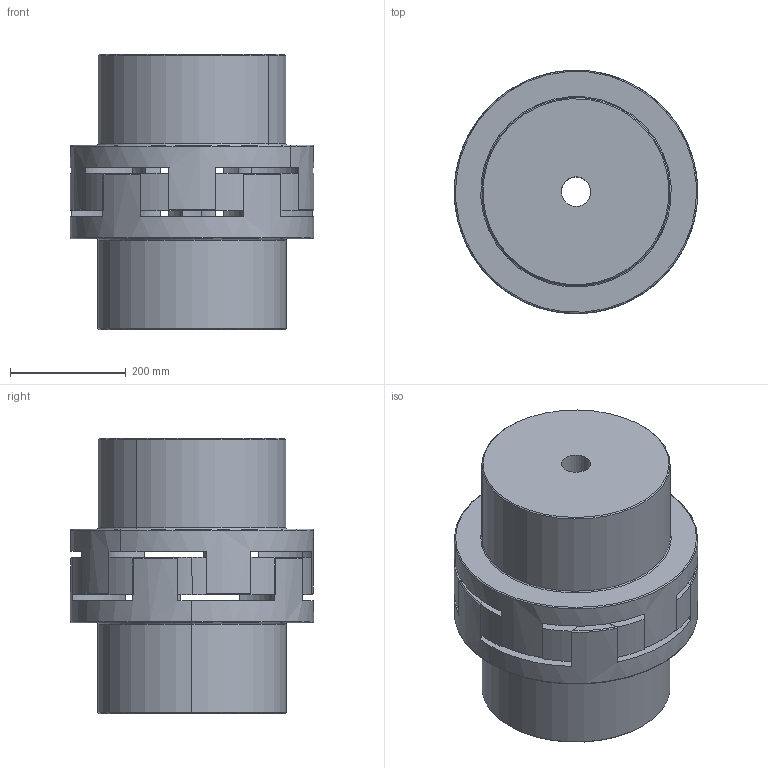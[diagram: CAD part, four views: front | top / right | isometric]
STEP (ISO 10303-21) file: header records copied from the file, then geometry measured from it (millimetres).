
FILE_DESCRIPTION((''),'2;1');
FILE_NAME('CJ180-2B_ASM','2013-02-28T',('ppetruska'),(''),'PRO/ENGINEER BY PARAMETRIC TECHNOLOGY CORPORATION, 2012480','PRO/ENGINEER BY PARAMETRIC TECHNOLOGY CORPORATION, 2012480','');
FILE_SCHEMA(('CONFIG_CONTROL_DESIGN'));
Length unit declared in the file: millimetre
Products named in the file (3): CJ180-HUB-B; CJ180-SPIDER; CJ180-2B_ASM
Assembly tree (3 placements, depth 2):
  CJ180-2B_ASM
    CJ180-HUB-B  x2
    CJ180-SPIDER
Bounding box: 420 x 420 x 475 mm (x, y, z)
Volume: 42568430.8 mm3; surface area: 1611679.1 mm2
Topology: 3 solids, 3 shells, 133 faces, 363 edges, 238 vertices
Faces by surface type: cylinder 93, plane 18, cone 14, torus 8
Entity records: 3156 total; most frequent: DIRECTION 601, CARTESIAN_POINT 584, ORIENTED_EDGE 504, AXIS2_PLACEMENT_3D 262, EDGE_CURVE 252, VERTEX_POINT 166, CIRCLE 165, EDGE_LOOP 96
